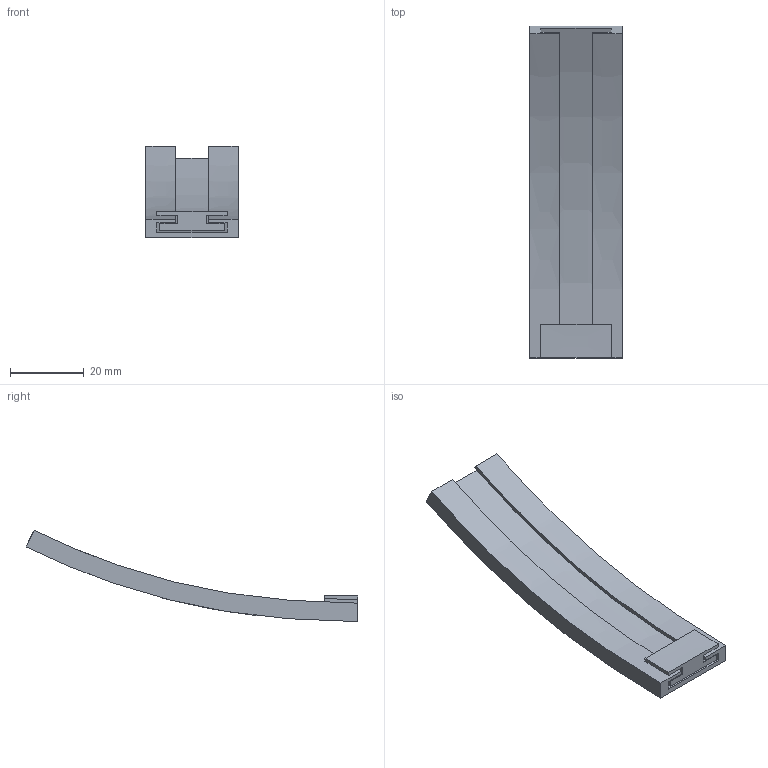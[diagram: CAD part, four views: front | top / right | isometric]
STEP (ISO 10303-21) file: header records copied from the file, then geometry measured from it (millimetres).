
FILE_DESCRIPTION(/* description */ (''),/* implementation_level */ '2;1');
FILE_NAME(/* name */ 'Eyelid Track.step',/* time_stamp */ '2020-04-25T13:47:57-04:00',/* author */ (''),/* organization */ (''),/* preprocessor_version */ 'ST-DEVELOPER v18.1',/* originating_system */ 'Autodesk Translation Framework v9.2.0.1227',/* authorisation */ '');
FILE_SCHEMA (('AUTOMOTIVE_DESIGN { 1 0 10303 214 3 1 1 }'));
Length unit declared in the file: millimetre
Products named in the file (1): Eyelid Track
Bounding box: 25 x 89.95 x 24.73 mm (x, y, z)
Volume: 6921.1 mm3; surface area: 8886.8 mm2
Topology: 2 solids, 2 shells, 28 faces, 72 edges, 48 vertices
Faces by surface type: plane 16, bspline 12
Entity records: 1144 total; most frequent: CARTESIAN_POINT 509, ORIENTED_EDGE 144, DIRECTION 82, EDGE_CURVE 72, LINE 48, VECTOR 48, VERTEX_POINT 48, FACE_OUTER_BOUND 28
